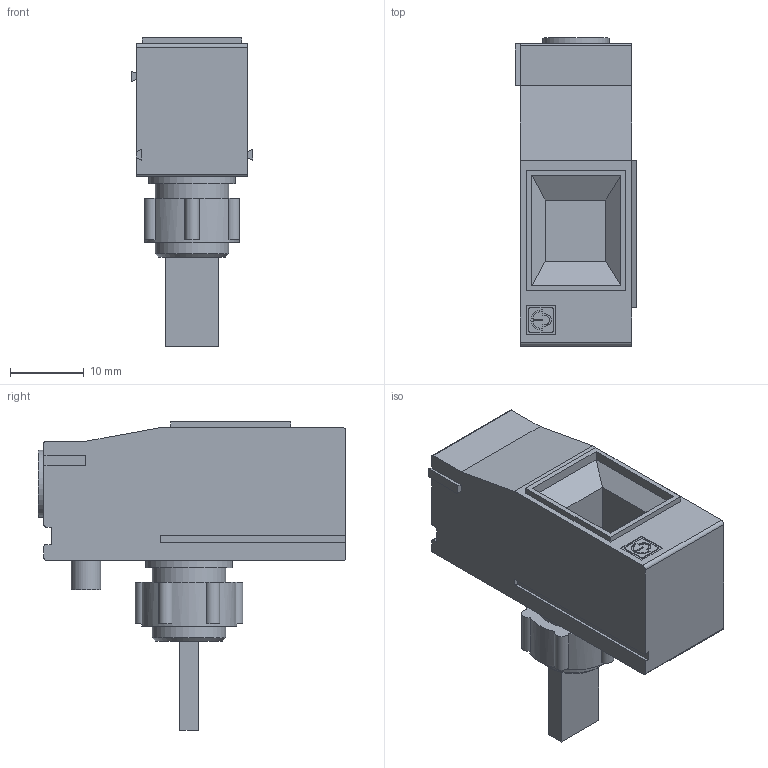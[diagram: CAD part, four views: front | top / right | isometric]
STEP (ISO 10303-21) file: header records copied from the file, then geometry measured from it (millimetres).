
FILE_DESCRIPTION(('STEP AP214'),'1');
FILE_NAME('MPT2515-P.stp','2024-02-19T09:49:36',(' '),(' '),'Spatial InterOp 3D',' ',' ');
FILE_SCHEMA(('AUTOMOTIVE_DESIGN { 1 0 10303 214 1 1 1 1 }'));
Length unit declared in the file: metre
Products named in the file (1): 1708335407
Bounding box: 16.5 x 41.8 x 41.9 mm (x, y, z)
Volume: 10925.7 mm3; surface area: 5125.3 mm2
Topology: 1 solids, 1 shells, 161 faces, 401 edges, 259 vertices
Faces by surface type: plane 126, cylinder 33, cone 2
Full cylindrical faces by diameter (mm): 4 x1, 7.2 x1, 7.5 x1, 9.1 x1, 10 x2, 10.25 x1, 10.8 x1, 11.8 x1, 12.9 x1
Entity records: 5935 total; most frequent: CARTESIAN_POINT 798, DIRECTION 788, ORIENTED_EDGE 766, EDGE_CURVE 383, LINE 302, VECTOR 302, VERTEX_POINT 253, AXIS2_PLACEMENT_3D 243
